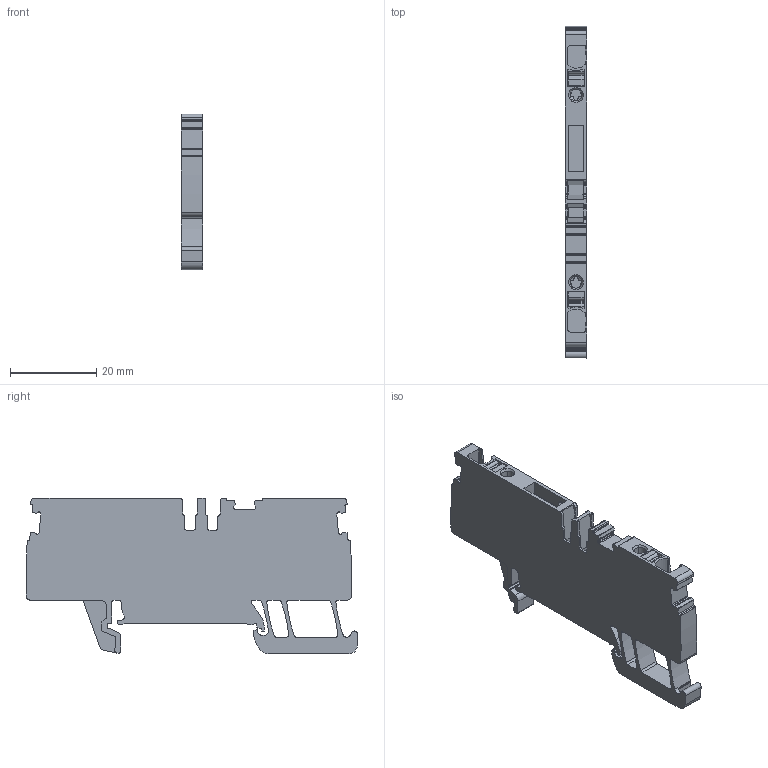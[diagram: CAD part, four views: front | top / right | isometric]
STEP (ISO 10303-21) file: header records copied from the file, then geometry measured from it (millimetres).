
FILE_DESCRIPTION(('CATIA V5 STEP Exchange','CAx-IF Rec.Pracs.--- Model Styling and Organization---1.5--- 2016-08-15','CAx-IF Rec.Pracs.---Supplemental Geometry---1.0---2011-11-01','CAx-IF Rec.Pracs.--- Composite Materials ---1.1---2010-07-15'),'2;1');
FILE_NAME ('8531699_3', '2024-05-29T10:17:36+00:00', ('none'), ('Weidmueller'), 'CATIA Version 5-6 Release 2022 SP4 HF5', 'CATIA V5 STEP AP214 v3', 'none');
FILE_SCHEMA(('AUTOMOTIVE_DESIGN { 1 0 10303 214 1 1 1 1 }'));
Length unit declared in the file: millimetre
Products named in the file (1): 1989930000_ADT_2-5_2C_W-O_DTLV
Bounding box: 5.1 x 77.04 x 36.15 mm (x, y, z)
Volume: 9437.3 mm3; surface area: 6873.6 mm2
Topology: 1 solids, 1 shells, 483 faces, 1410 edges, 937 vertices
Faces by surface type: cylinder 249, plane 226, cone 8
Entity records: 16285 total; most frequent: CARTESIAN_POINT 3529, ORIENTED_EDGE 2820, DIRECTION 2088, EDGE_CURVE 1410, VERTEX_POINT 937, VECTOR 870, LINE 870, AXIS2_PLACEMENT_3D 838
